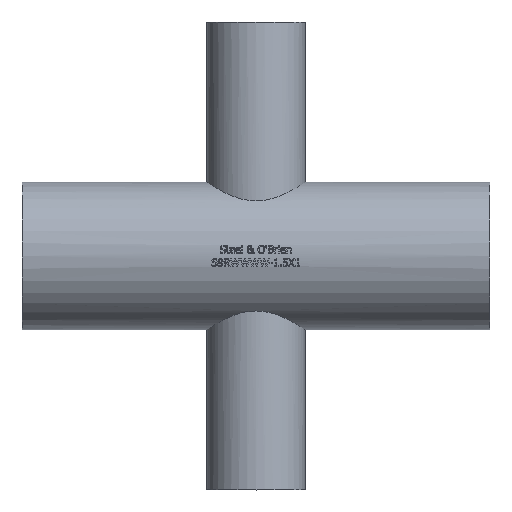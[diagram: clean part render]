
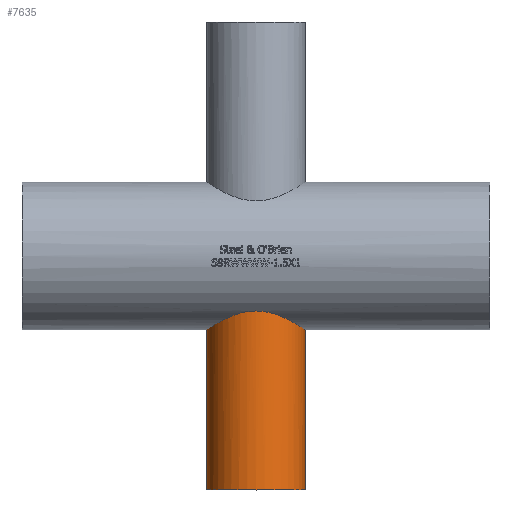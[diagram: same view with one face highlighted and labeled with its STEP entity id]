
A CAD part, top view. The second image highlights one B-rep face of the part: STEP entity #7635.
In plain terms, the highlighted cylindrical face has radius 12.7 mm (diameter 25.4 mm), a full revolution.
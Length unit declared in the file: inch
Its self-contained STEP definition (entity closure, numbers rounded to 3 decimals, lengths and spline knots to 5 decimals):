
#162=FACE_BOUND('',#1422,.T.);
#953=FACE_OUTER_BOUND('',#1421,.T.);
#1421=EDGE_LOOP('',(#7143));
#1422=EDGE_LOOP('',(#7144));
#1777=B_SPLINE_CURVE_WITH_KNOTS('',3,(#16450,#16451,#16452,#16453,#16454,
#16455,#16456,#16457,#16458,#16459,#16460,#16461,#16462,#16463,#16464,#16465,
#16466,#16467,#16468,#16469,#16470,#16471,#16472,#16473,#16474,#16475,#16476,
#16477,#16478,#16479,#16480,#16481,#16482,#16483,#16484,#16485,#16486,#16487,
#16488,#16489,#16490,#16491,#16492,#16493,#16494,#16495,#16496,#16497,#16498,
#16499,#16500,#16501,#16502,#16503,#16504,#16505,#16506,#16507,#16508,#16509,
#16510,#16511,#16512,#16513,#16514,#16515,#16516,#16517,#16518,#16519,#16520,
#16521,#16522),.UNSPECIFIED.,.T.,.F.,(4,3,3,3,3,3,3,3,3,3,3,3,3,3,3,3,3,
3,3,3,3,3,3,3,4),(0.,0.38746,0.87507,1.11618,
1.54472,1.86957,2.13583,2.56111,2.82066,
2.99685,3.47995,3.85405,4.16228,4.60337,
4.97526,5.1516,5.57402,5.87145,6.12347,
6.53801,6.813,6.98755,7.48012,7.86689,
7.9727),.UNSPECIFIED.);
#3006=CIRCLE('',#8101,0.5);
#3753=VERTEX_POINT('',#16449);
#3762=VERTEX_POINT('',#16768);
#4881=EDGE_CURVE('',#3753,#3753,#1777,.T.);
#4890=EDGE_CURVE('',#3762,#3762,#3006,.T.);
#7143=ORIENTED_EDGE('',*,*,#4890,.T.);
#7144=ORIENTED_EDGE('',*,*,#4881,.F.);
#7188=CYLINDRICAL_SURFACE('',#8103,0.5);
#7635=ADVANCED_FACE('',(#953,#162),#7188,.T.);
#8101=AXIS2_PLACEMENT_3D('',#16769,#9579,#9580);
#8103=AXIS2_PLACEMENT_3D('',#16771,#9583,#9584);
#9579=DIRECTION('center_axis',(0.,1.,0.));
#9580=DIRECTION('ref_axis',(1.,0.,0.));
#9583=DIRECTION('center_axis',(0.,1.,0.));
#9584=DIRECTION('ref_axis',(1.,0.,0.));
#16449=CARTESIAN_POINT('',(-2.375,-0.55902,-0.5));
#16450=CARTESIAN_POINT('Ctrl Pts',(-2.375,-0.55902,-0.5));
#16451=CARTESIAN_POINT('Ctrl Pts',(-2.42585,-0.55902,
-0.5));
#16452=CARTESIAN_POINT('Ctrl Pts',(-2.47785,-0.56642,
-0.49201));
#16453=CARTESIAN_POINT('Ctrl Pts',(-2.52695,-0.5793,
-0.47635));
#16454=CARTESIAN_POINT('Ctrl Pts',(-2.58875,-0.59551,
-0.45664));
#16455=CARTESIAN_POINT('Ctrl Pts',(-2.6459,-0.61982,
-0.42475));
#16456=CARTESIAN_POINT('Ctrl Pts',(-2.69342,-0.64334,
-0.3855));
#16457=CARTESIAN_POINT('Ctrl Pts',(-2.71691,-0.65497,
-0.36609));
#16458=CARTESIAN_POINT('Ctrl Pts',(-2.73775,-0.6662,
-0.34547));
#16459=CARTESIAN_POINT('Ctrl Pts',(-2.75745,-0.67732,
-0.32207));
#16460=CARTESIAN_POINT('Ctrl Pts',(-2.79247,-0.6971,
-0.28049));
#16461=CARTESIAN_POINT('Ctrl Pts',(-2.82232,-0.71578,
-0.23075));
#16462=CARTESIAN_POINT('Ctrl Pts',(-2.84273,-0.72889,
-0.17671));
#16463=CARTESIAN_POINT('Ctrl Pts',(-2.85821,-0.73882,
-0.13575));
#16464=CARTESIAN_POINT('Ctrl Pts',(-2.86832,-0.74556,
-0.09233));
#16465=CARTESIAN_POINT('Ctrl Pts',(-2.87258,-0.74839,
-0.04909));
#16466=CARTESIAN_POINT('Ctrl Pts',(-2.87608,-0.75072,
-0.01365));
#16467=CARTESIAN_POINT('Ctrl Pts',(-2.87582,-0.75054,
0.02124));
#16468=CARTESIAN_POINT('Ctrl Pts',(-2.87178,-0.74785,
0.0567));
#16469=CARTESIAN_POINT('Ctrl Pts',(-2.86531,-0.74356,0.11332));
#16470=CARTESIAN_POINT('Ctrl Pts',(-2.84869,-0.73246,
0.16986));
#16471=CARTESIAN_POINT('Ctrl Pts',(-2.82359,-0.71675,
0.22083));
#16472=CARTESIAN_POINT('Ctrl Pts',(-2.80828,-0.70717,
0.25194));
#16473=CARTESIAN_POINT('Ctrl Pts',(-2.78987,-0.69594,
0.28106));
#16474=CARTESIAN_POINT('Ctrl Pts',(-2.76938,-0.68413,
0.30735));
#16475=CARTESIAN_POINT('Ctrl Pts',(-2.75548,-0.67612,
0.32519));
#16476=CARTESIAN_POINT('Ctrl Pts',(-2.74074,-0.6679,
0.34162));
#16477=CARTESIAN_POINT('Ctrl Pts',(-2.72525,-0.65968,
0.35683));
#16478=CARTESIAN_POINT('Ctrl Pts',(-2.68279,-0.63713,
0.39851));
#16479=CARTESIAN_POINT('Ctrl Pts',(-2.62997,-0.61192,
0.43481));
#16480=CARTESIAN_POINT('Ctrl Pts',(-2.57128,-0.59248,
0.45986));
#16481=CARTESIAN_POINT('Ctrl Pts',(-2.52584,-0.57742,
0.47926));
#16482=CARTESIAN_POINT('Ctrl Pts',(-2.47677,-0.56607,
0.49205));
#16483=CARTESIAN_POINT('Ctrl Pts',(-2.42735,-0.56146,
0.49725));
#16484=CARTESIAN_POINT('Ctrl Pts',(-2.38663,-0.55767,
0.50154));
#16485=CARTESIAN_POINT('Ctrl Pts',(-2.346,-0.55831,
0.50084));
#16486=CARTESIAN_POINT('Ctrl Pts',(-2.30538,-0.56334,
0.49513));
#16487=CARTESIAN_POINT('Ctrl Pts',(-2.24724,-0.57052,
0.48695));
#16488=CARTESIAN_POINT('Ctrl Pts',(-2.19031,-0.58686,0.46822));
#16489=CARTESIAN_POINT('Ctrl Pts',(-2.13936,-0.60665,
0.44099));
#16490=CARTESIAN_POINT('Ctrl Pts',(-2.09641,-0.62334,
0.41804));
#16491=CARTESIAN_POINT('Ctrl Pts',(-2.05761,-0.64224,
0.38905));
#16492=CARTESIAN_POINT('Ctrl Pts',(-2.0249,-0.6596,
0.35698));
#16493=CARTESIAN_POINT('Ctrl Pts',(-2.0094,-0.66783,
0.34177));
#16494=CARTESIAN_POINT('Ctrl Pts',(-1.99464,-0.67605,
0.32533));
#16495=CARTESIAN_POINT('Ctrl Pts',(-1.98072,-0.68407,
0.30748));
#16496=CARTESIAN_POINT('Ctrl Pts',(-1.94737,-0.70329,
0.26472));
#16497=CARTESIAN_POINT('Ctrl Pts',(-1.9197,-0.72083,
0.21438));
#16498=CARTESIAN_POINT('Ctrl Pts',(-1.9014,-0.73266,
0.16034));
#16499=CARTESIAN_POINT('Ctrl Pts',(-1.88852,-0.74099,
0.12228));
#16500=CARTESIAN_POINT('Ctrl Pts',(-1.88025,-0.74651,
0.08245));
#16501=CARTESIAN_POINT('Ctrl Pts',(-1.87684,-0.74877,
0.04289));
#16502=CARTESIAN_POINT('Ctrl Pts',(-1.87396,-0.75069,
0.00937));
#16503=CARTESIAN_POINT('Ctrl Pts',(-1.87442,-0.75038,
-0.02366));
#16504=CARTESIAN_POINT('Ctrl Pts',(-1.87828,-0.74781,
-0.05721));
#16505=CARTESIAN_POINT('Ctrl Pts',(-1.88464,-0.74359,
-0.11241));
#16506=CARTESIAN_POINT('Ctrl Pts',(-1.90064,-0.73291,
-0.16751));
#16507=CARTESIAN_POINT('Ctrl Pts',(-1.92475,-0.71779,
-0.21743));
#16508=CARTESIAN_POINT('Ctrl Pts',(-1.94074,-0.70776,
-0.25054));
#16509=CARTESIAN_POINT('Ctrl Pts',(-1.96024,-0.69585,
-0.28145));
#16510=CARTESIAN_POINT('Ctrl Pts',(-1.98204,-0.68331,
-0.30916));
#16511=CARTESIAN_POINT('Ctrl Pts',(-1.99587,-0.67536,
-0.32675));
#16512=CARTESIAN_POINT('Ctrl Pts',(-2.01049,-0.66723,
-0.34292));
#16513=CARTESIAN_POINT('Ctrl Pts',(-2.0259,-0.65907,-0.35795));
#16514=CARTESIAN_POINT('Ctrl Pts',(-2.06938,-0.63604,
-0.40036));
#16515=CARTESIAN_POINT('Ctrl Pts',(-2.12359,-0.6103,
-0.43708));
#16516=CARTESIAN_POINT('Ctrl Pts',(-2.18377,-0.59082,
-0.46199));
#16517=CARTESIAN_POINT('Ctrl Pts',(-2.23102,-0.57553,
-0.48154));
#16518=CARTESIAN_POINT('Ctrl Pts',(-2.28205,-0.5644,
-0.49395));
#16519=CARTESIAN_POINT('Ctrl Pts',(-2.33316,-0.56058,
-0.49825));
#16520=CARTESIAN_POINT('Ctrl Pts',(-2.34714,-0.55954,
-0.49942));
#16521=CARTESIAN_POINT('Ctrl Pts',(-2.36111,-0.55902,
-0.5));
#16522=CARTESIAN_POINT('Ctrl Pts',(-2.375,-0.55902,-0.5));
#16768=CARTESIAN_POINT('',(-2.875,-2.375,0.));
#16769=CARTESIAN_POINT('Origin',(-2.375,-2.375,0.));
#16771=CARTESIAN_POINT('Origin',(-2.375,0.,0.));
